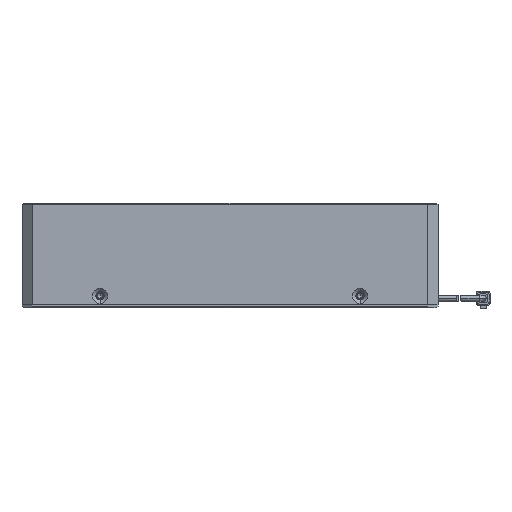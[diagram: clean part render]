
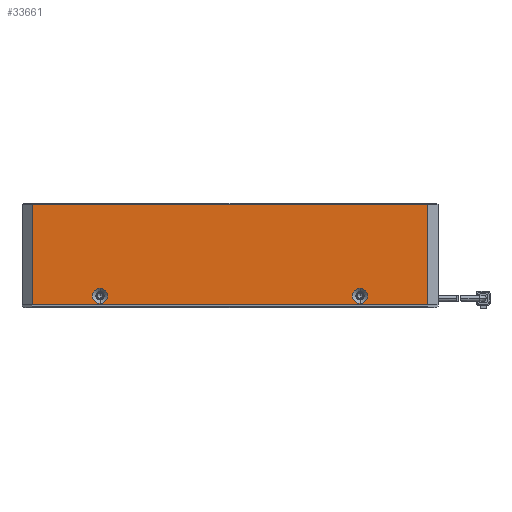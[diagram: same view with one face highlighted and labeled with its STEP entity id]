
A CAD part, front view. The second image highlights one B-rep face of the part: STEP entity #33661.
In plain terms, the highlighted planar face has unit normal (0, -1, 0).
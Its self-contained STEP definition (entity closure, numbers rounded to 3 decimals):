
#451 = DIRECTION ( 'NONE',  ( 0., 0., 1. ) ) ;
#557 = VERTEX_POINT ( 'NONE', #21465 ) ;
#1207 = DIRECTION ( 'NONE',  ( 1., 0., 0. ) ) ;
#1936 = VECTOR ( 'NONE', #17402, 1000. ) ;
#2345 = ORIENTED_EDGE ( 'NONE', *, *, #4381, .F. ) ;
#2807 = DIRECTION ( 'NONE',  ( 0., 0., -1. ) ) ;
#4031 = CIRCLE ( 'NONE', #36634, 2.2 ) ;
#4381 = EDGE_CURVE ( 'NONE', #20381, #35690, #4031, .T. ) ;
#4677 = ORIENTED_EDGE ( 'NONE', *, *, #20648, .F. ) ;
#4822 = CARTESIAN_POINT ( 'NONE',  ( 31.13, -40.344, -4. ) ) ;
#5614 = PLANE ( 'NONE',  #12420 ) ;
#5741 = EDGE_CURVE ( 'NONE', #20561, #28798, #29116, .T. ) ;
#7932 = VERTEX_POINT ( 'NONE', #28011 ) ;
#8700 = DIRECTION ( 'NONE',  ( 0., 1., 0. ) ) ;
#9067 = CARTESIAN_POINT ( 'NONE',  ( -82.87, -40.344, -4. ) ) ;
#9119 = CIRCLE ( 'NONE', #10139, 2.2 ) ;
#9510 = CIRCLE ( 'NONE', #30572, 2.2 ) ;
#9826 = LINE ( 'NONE', #29222, #1936 ) ;
#9936 = EDGE_LOOP ( 'NONE', ( #2345, #32653 ) ) ;
#9960 = DIRECTION ( 'NONE',  ( 0., -1., 0. ) ) ;
#10139 = AXIS2_PLACEMENT_3D ( 'NONE', #27709, #9960, #30667 ) ;
#11133 = ORIENTED_EDGE ( 'NONE', *, *, #5741, .F. ) ;
#11839 = EDGE_LOOP ( 'NONE', ( #4677, #12138 ) ) ;
#12113 = CARTESIAN_POINT ( 'NONE',  ( 31.13, -40.344, -4. ) ) ;
#12138 = ORIENTED_EDGE ( 'NONE', *, *, #17740, .F. ) ;
#12420 = AXIS2_PLACEMENT_3D ( 'NONE', #26475, #8700, #29430 ) ;
#12450 = DIRECTION ( 'NONE',  ( 0., 0., 1. ) ) ;
#12573 = DIRECTION ( 'NONE',  ( 0., -1., 0. ) ) ;
#13332 = VECTOR ( 'NONE', #2807, 1000. ) ;
#13591 = VECTOR ( 'NONE', #25367, 1000. ) ;
#15238 = CARTESIAN_POINT ( 'NONE',  ( -63.37, -40.344, -1.5 ) ) ;
#15412 = CARTESIAN_POINT ( 'NONE',  ( -63.37, -40.344, -1.5 ) ) ;
#17402 = DIRECTION ( 'NONE',  ( 0., 0., 1. ) ) ;
#17551 = CIRCLE ( 'NONE', #27938, 2.2 ) ;
#17740 = EDGE_CURVE ( 'NONE', #557, #7932, #9119, .T. ) ;
#17750 = EDGE_LOOP ( 'NONE', ( #20625, #36404, #36891, #11133 ) ) ;
#18114 = DIRECTION ( 'NONE',  ( 0., -1., 0. ) ) ;
#18127 = VERTEX_POINT ( 'NONE', #9067 ) ;
#18180 = DIRECTION ( 'NONE',  ( 0., 0., 1. ) ) ;
#18590 = CARTESIAN_POINT ( 'NONE',  ( 31.13, -40.344, 24.9 ) ) ;
#19540 = EDGE_CURVE ( 'NONE', #27061, #20561, #34368, .T. ) ;
#20381 = VERTEX_POINT ( 'NONE', #32332 ) ;
#20561 = VERTEX_POINT ( 'NONE', #18590 ) ;
#20625 = ORIENTED_EDGE ( 'NONE', *, *, #19540, .F. ) ;
#20648 = EDGE_CURVE ( 'NONE', #7932, #557, #9510, .T. ) ;
#21465 = CARTESIAN_POINT ( 'NONE',  ( 11.63, -40.344, -3.7 ) ) ;
#22362 = FACE_OUTER_BOUND ( 'NONE', #17750, .T. ) ;
#22398 = CARTESIAN_POINT ( 'NONE',  ( 34.13, -40.344, -4. ) ) ;
#24311 = CARTESIAN_POINT ( 'NONE',  ( -82.87, -40.344, 24.9 ) ) ;
#25367 = DIRECTION ( 'NONE',  ( -1., 0., 0. ) ) ;
#26233 = EDGE_CURVE ( 'NONE', #28798, #18127, #37225, .T. ) ;
#26475 = CARTESIAN_POINT ( 'NONE',  ( 34.13, -40.344, -4. ) ) ;
#26800 = CARTESIAN_POINT ( 'NONE',  ( -63.37, -40.344, -3.7 ) ) ;
#27061 = VERTEX_POINT ( 'NONE', #24311 ) ;
#27709 = CARTESIAN_POINT ( 'NONE',  ( 11.63, -40.344, -1.5 ) ) ;
#27938 = AXIS2_PLACEMENT_3D ( 'NONE', #15238, #35943, #18180 ) ;
#28011 = CARTESIAN_POINT ( 'NONE',  ( 11.63, -40.344, 0.7 ) ) ;
#28798 = VERTEX_POINT ( 'NONE', #12113 ) ;
#29116 = LINE ( 'NONE', #4822, #13332 ) ;
#29222 = CARTESIAN_POINT ( 'NONE',  ( -82.87, -40.344, -4. ) ) ;
#29336 = FACE_BOUND ( 'NONE', #9936, .T. ) ;
#29430 = DIRECTION ( 'NONE',  ( 0., 0., -1. ) ) ;
#30572 = AXIS2_PLACEMENT_3D ( 'NONE', #35878, #18114, #451 ) ;
#30667 = DIRECTION ( 'NONE',  ( 0., 0., 1. ) ) ;
#30705 = CARTESIAN_POINT ( 'NONE',  ( 34.13, -40.344, 24.9 ) ) ;
#31437 = EDGE_CURVE ( 'NONE', #35690, #20381, #17551, .T. ) ;
#32332 = CARTESIAN_POINT ( 'NONE',  ( -63.37, -40.344, 0.7 ) ) ;
#32653 = ORIENTED_EDGE ( 'NONE', *, *, #31437, .F. ) ;
#33450 = VECTOR ( 'NONE', #1207, 1000. ) ;
#33661 = ADVANCED_FACE ( 'NONE', ( #22362, #29336, #37184 ), #5614, .F. ) ;
#33923 = EDGE_CURVE ( 'NONE', #18127, #27061, #9826, .T. ) ;
#34368 = LINE ( 'NONE', #30705, #33450 ) ;
#35690 = VERTEX_POINT ( 'NONE', #26800 ) ;
#35878 = CARTESIAN_POINT ( 'NONE',  ( 11.63, -40.344, -1.5 ) ) ;
#35943 = DIRECTION ( 'NONE',  ( 0., -1., 0. ) ) ;
#36404 = ORIENTED_EDGE ( 'NONE', *, *, #33923, .F. ) ;
#36634 = AXIS2_PLACEMENT_3D ( 'NONE', #15412, #12573, #12450 ) ;
#36891 = ORIENTED_EDGE ( 'NONE', *, *, #26233, .F. ) ;
#37184 = FACE_BOUND ( 'NONE', #11839, .T. ) ;
#37225 = LINE ( 'NONE', #22398, #13591 ) ;
